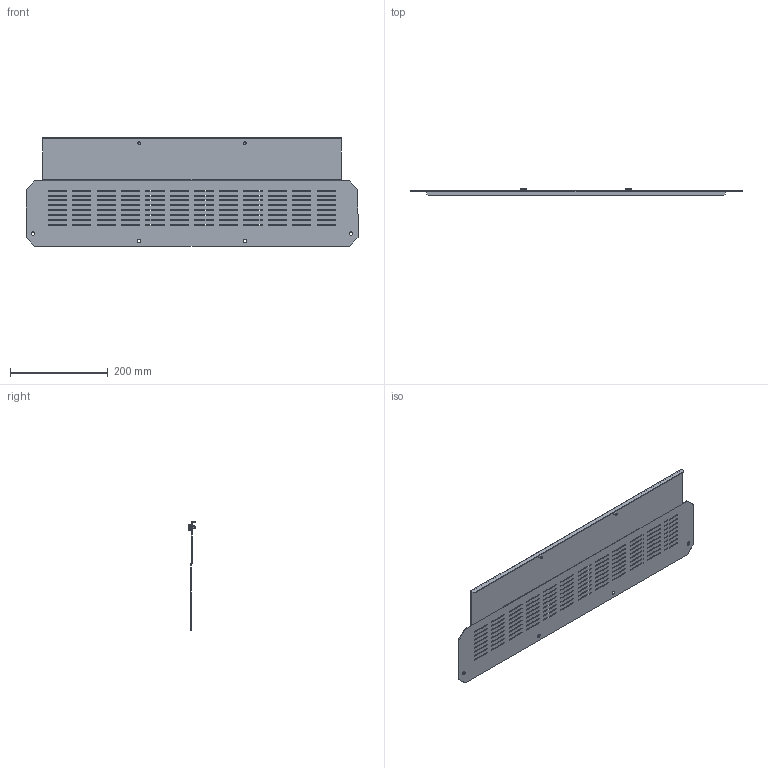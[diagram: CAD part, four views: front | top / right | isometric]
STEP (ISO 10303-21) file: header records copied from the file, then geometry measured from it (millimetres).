
FILE_DESCRIPTION (( 'STEP AP203' ), '1' );
FILE_NAME ('FO-00-FBCV-020-080 FORMAT Ôëàíåö îñíîâàíèÿ âñòð. îòñåêà 200õ800 IEK.STEP', '2025-01-20T12:34:18', ( '' ), ( '' ), 'SwSTEP 2.0', 'SolidWorks 2022', '' );
FILE_SCHEMA (( 'CONFIG_CONTROL_DESIGN' ));
Length unit declared in the file: millimetre
Products named in the file (1): FO-00-FBCV-020-080 FORMAT Фланец основания встр. отсека 200х800 IEK
Bounding box: 679 x 16 x 222.5 mm (x, y, z)
Volume: 214570.8 mm3; surface area: 299507 mm2
Topology: 1 solids, 1 shells, 490 faces, 1424 edges, 944 vertices
Faces by surface type: plane 424, cylinder 50, cone 8, torus 8
Entity records: 16401 total; most frequent: CARTESIAN_POINT 2859, ORIENTED_EDGE 2848, DIRECTION 2530, EDGE_CURVE 1424, LINE 1300, VECTOR 1300, VERTEX_POINT 944, EDGE_LOOP 698
